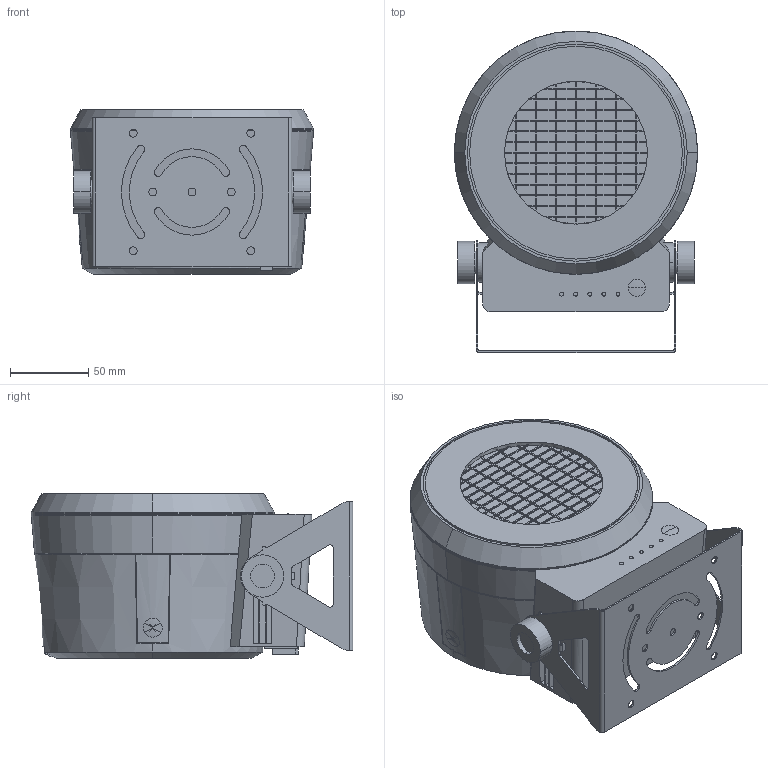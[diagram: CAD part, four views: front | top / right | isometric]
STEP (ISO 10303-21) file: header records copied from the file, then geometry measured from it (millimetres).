
FILE_DESCRIPTION (( 'STEP AP214' ), '1' );
FILE_NAME ('SC1P-CFD2.STEP', '2019-08-08T05:10:31', ( '' ), ( '' ), 'SwSTEP 2.0', 'SolidWorks 2017', '' );
FILE_SCHEMA (( 'AUTOMOTIVE_DESIGN' ));
Length unit declared in the file: millimetre
Products named in the file (3): SC1P-CFD2; SC1P-CFD2-BODY_蹬怮椔; SC1P-CFD2-BKT_蹬怮椔
Assembly tree (2 placements, depth 2):
  SC1P-CFD2
    SC1P-CFD2-BKT_蹬怮椔
    SC1P-CFD2-BODY_蹬怮椔
Bounding box: 155 x 205 x 105 mm (x, y, z)
Volume: 2118040.2 mm3; surface area: 145250.3 mm2
Topology: 2 solids, 2 shells, 879 faces, 2302 edges, 1522 vertices
Faces by surface type: plane 654, cylinder 171, bspline 31, cone 21, torus 2
Entity records: 32241 total; most frequent: CARTESIAN_POINT 9777, ORIENTED_EDGE 4592, DIRECTION 4376, EDGE_CURVE 2296, LINE 1688, VECTOR 1688, VERTEX_POINT 1522, AXIS2_PLACEMENT_3D 1344
